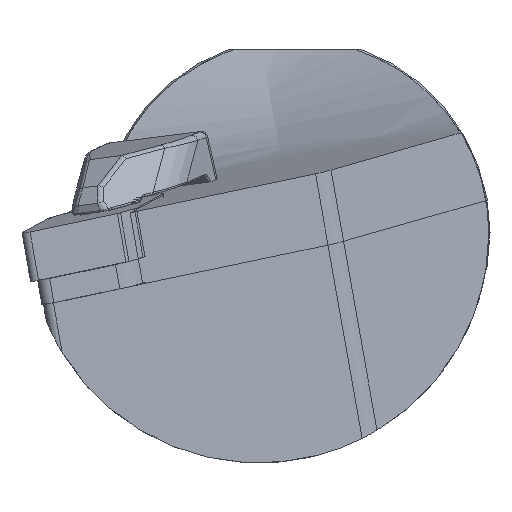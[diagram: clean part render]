
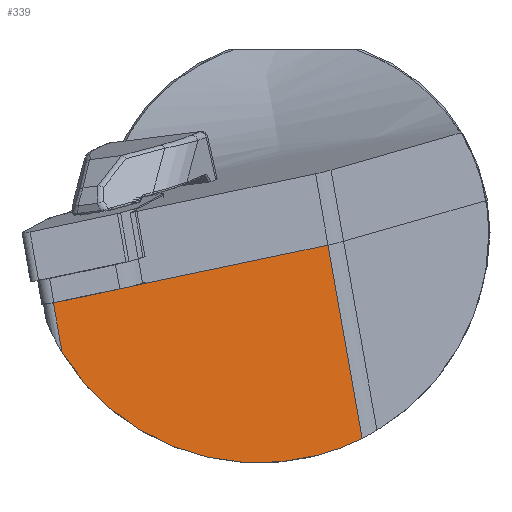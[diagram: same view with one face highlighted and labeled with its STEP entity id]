
A CAD part, left-side view. The second image highlights one B-rep face of the part: STEP entity #339.
In plain terms, the highlighted planar face has unit normal (-0.95, -0.309, -0.047).
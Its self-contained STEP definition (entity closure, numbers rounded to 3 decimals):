
#235=ELLIPSE('',#2087,31.059,29.5);
#339=ADVANCED_FACE('',(#497),#444,.F.);
#444=PLANE('',#2120);
#497=FACE_OUTER_BOUND('',#612,.T.);
#612=EDGE_LOOP('',(#911,#912,#913,#914,#915,#916));
#911=ORIENTED_EDGE('',*,*,#1615,.T.);
#912=ORIENTED_EDGE('',*,*,#1616,.F.);
#913=ORIENTED_EDGE('',*,*,#1552,.T.);
#914=ORIENTED_EDGE('',*,*,#1617,.T.);
#915=ORIENTED_EDGE('',*,*,#1562,.T.);
#916=ORIENTED_EDGE('',*,*,#1537,.T.);
#1358=VERTEX_POINT('',#2874);
#1360=VERTEX_POINT('',#2877);
#1373=VERTEX_POINT('',#2919);
#1374=VERTEX_POINT('',#2921);
#1379=VERTEX_POINT('',#2962);
#1416=VERTEX_POINT('',#3466);
#1537=EDGE_CURVE('',#1360,#1358,#1820,.T.);
#1552=EDGE_CURVE('',#1374,#1373,#235,.T.);
#1562=EDGE_CURVE('',#1379,#1360,#1831,.T.);
#1615=EDGE_CURVE('',#1358,#1416,#1842,.T.);
#1616=EDGE_CURVE('',#1374,#1416,#1843,.T.);
#1617=EDGE_CURVE('',#1373,#1379,#1844,.T.);
#1820=LINE('',#2876,#1949);
#1831=LINE('',#2970,#1960);
#1842=LINE('',#3465,#1971);
#1843=LINE('',#3467,#1972);
#1844=LINE('',#3468,#1973);
#1949=VECTOR('',#2306,1.);
#1960=VECTOR('',#2343,1.);
#1971=VECTOR('',#2408,1.);
#1972=VECTOR('',#2409,1.);
#1973=VECTOR('',#2410,1.);
#2087=AXIS2_PLACEMENT_3D('',#2920,#2328,#2329);
#2120=AXIS2_PLACEMENT_3D('',#3469,#2411,#2412);
#2306=DIRECTION('',(-0.295,0.935,-0.196));
#2328=DIRECTION('',(-0.95,-0.309,-0.047));
#2329=DIRECTION('',(-0.313,0.939,0.142));
#2343=DIRECTION('',(-0.295,0.935,-0.196));
#2408=DIRECTION('',(-0.295,0.935,-0.196));
#2409=DIRECTION('',(-0.105,0.173,0.979));
#2410=DIRECTION('',(-0.105,0.173,0.979));
#2411=DIRECTION('',(0.95,0.309,0.047));
#2412=DIRECTION('',(0.31,-0.951,0.));
#2874=CARTESIAN_POINT('',(-230.773,4.322,-7.108));
#2876=CARTESIAN_POINT('',(-233.884,14.19,-9.18));
#2877=CARTESIAN_POINT('',(-230.275,2.744,-6.777));
#2919=CARTESIAN_POINT('',(-220.137,-25.393,-26.571));
#2920=CARTESIAN_POINT('',(-225.753,-12.136,-0.217));
#2921=CARTESIAN_POINT('',(-233.205,13.067,-15.55));
#2962=CARTESIAN_POINT('',(-222.782,-21.023,-1.786));
#2970=CARTESIAN_POINT('',(-233.884,14.19,-9.18));
#3465=CARTESIAN_POINT('',(-233.884,14.19,-9.18));
#3466=CARTESIAN_POINT('',(-233.884,14.19,-9.18));
#3467=CARTESIAN_POINT('',(-292.826,111.57,543.09));
#3468=CARTESIAN_POINT('',(-281.723,76.357,550.484));
#3469=CARTESIAN_POINT('',(-292.826,111.57,543.09));
